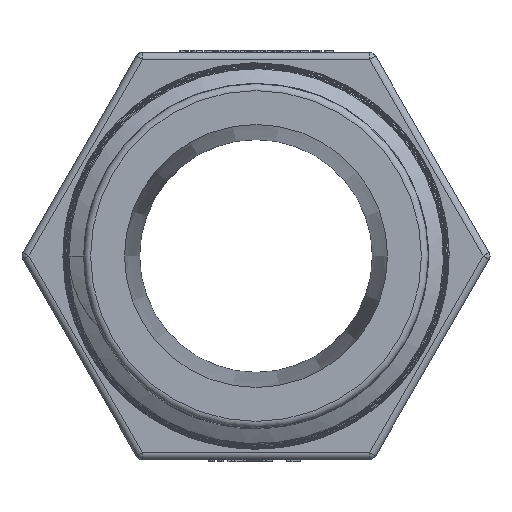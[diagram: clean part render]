
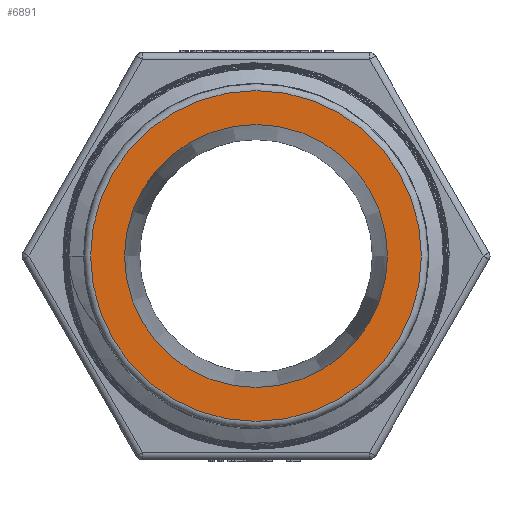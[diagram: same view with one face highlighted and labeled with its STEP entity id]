
A CAD part, left-side view. The second image highlights one B-rep face of the part: STEP entity #6891.
In plain terms, the highlighted planar face has unit normal (-1, 0, 0).
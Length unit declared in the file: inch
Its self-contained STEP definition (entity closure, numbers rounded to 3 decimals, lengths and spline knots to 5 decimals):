
#1827=PLANE($,#7356);
#2129=FACE_BOUND($,#2618,.T.);
#2130=FACE_BOUND($,#2619,.T.);
#2618=EDGE_LOOP($,(#5129));
#2619=EDGE_LOOP($,(#5130));
#3065=CIRCLE($,#7352,0.71092);
#3068=CIRCLE($,#7357,0.565);
#3340=VERTEX_POINT($,#9880);
#3348=VERTEX_POINT($,#10432);
#4047=EDGE_CURVE($,#3340,#3340,#3065,.T.);
#4055=EDGE_CURVE($,#3348,#3348,#3068,.T.);
#5129=ORIENTED_EDGE($,*,*,#4055,.T.);
#5130=ORIENTED_EDGE($,*,*,#4047,.F.);
#6891=ADVANCED_FACE($,(#2129,#2130),#1827,.T.);
#7352=AXIS2_PLACEMENT_3D($,#9881,#7997,#7998);
#7356=AXIS2_PLACEMENT_3D($,#10431,#8005,#8006);
#7357=AXIS2_PLACEMENT_3D($,#10433,#8007,#8008);
#7997=DIRECTION('center_axis',(1.,0.,0.));
#7998=DIRECTION('ref_axis',(0.,-1.,0.));
#8005=DIRECTION('center_axis',(-1.,0.,0.));
#8006=DIRECTION('ref_axis',(0.,0.,1.));
#8007=DIRECTION('center_axis',(1.,0.,0.));
#8008=DIRECTION('ref_axis',(0.,0.,-1.));
#9880=CARTESIAN_POINT('',(0.,0.71092,0.));
#9881=CARTESIAN_POINT('Origin',(0.,0.,0.));
#10431=CARTESIAN_POINT('Origin',(0.,0.74,0.));
#10432=CARTESIAN_POINT('',(0.,0.565,0.));
#10433=CARTESIAN_POINT('Origin',(0.,0.,0.));
